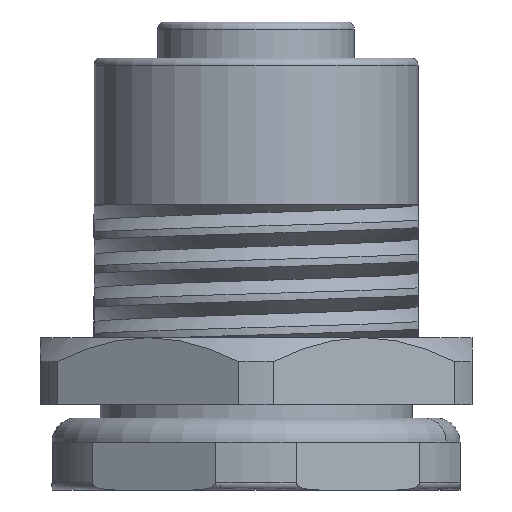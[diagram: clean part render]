
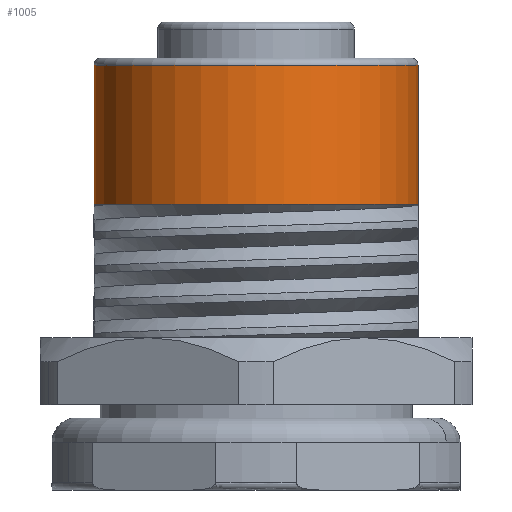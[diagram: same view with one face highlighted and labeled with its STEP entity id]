
A CAD part, front view. The second image highlights one B-rep face of the part: STEP entity #1005.
In plain terms, the highlighted cylindrical face has radius 6.75 mm (diameter 13.5 mm), a partial arc.
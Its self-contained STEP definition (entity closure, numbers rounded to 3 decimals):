
#1005=ADVANCED_FACE('',(#1533),#1309,.T.);
#1309=CYLINDRICAL_SURFACE('',#7704,6.75);
#1533=FACE_OUTER_BOUND('',#1948,.T.);
#1948=EDGE_LOOP('',(#4118,#4119,#4120,#4121));
#2368=LINE('',#11587,#2800);
#2369=LINE('',#11588,#2801);
#2800=VECTOR('',#9004,1.);
#2801=VECTOR('',#9005,1.);
#4118=ORIENTED_EDGE('',*,*,#6330,.F.);
#4119=ORIENTED_EDGE('',*,*,#6386,.T.);
#4120=ORIENTED_EDGE('',*,*,#6331,.T.);
#4121=ORIENTED_EDGE('',*,*,#6441,.T.);
#5431=VERTEX_POINT('',#11310);
#5432=VERTEX_POINT('',#11311);
#5482=VERTEX_POINT('',#11585);
#5483=VERTEX_POINT('',#11586);
#6330=EDGE_CURVE('',#5483,#5431,#2368,.T.);
#6331=EDGE_CURVE('',#5482,#5432,#2369,.T.);
#6386=EDGE_CURVE('',#5483,#5482,#7138,.T.);
#6441=EDGE_CURVE('',#5432,#5431,#7140,.T.);
#7138=CIRCLE('',#7696,6.75);
#7140=CIRCLE('',#7703,6.75);
#7696=AXIS2_PLACEMENT_3D('',#11887,#9068,#9069);
#7703=AXIS2_PLACEMENT_3D('',#12309,#9088,#9089);
#7704=AXIS2_PLACEMENT_3D('',#12310,#9090,#9091);
#9004=DIRECTION('',(0.,0.,1.));
#9005=DIRECTION('',(0.,0.,1.));
#9068=DIRECTION('',(0.,0.,1.));
#9069=DIRECTION('',(1.,0.,0.));
#9088=DIRECTION('',(0.,0.,-1.));
#9089=DIRECTION('',(1.,0.,0.));
#9090=DIRECTION('',(0.,0.,1.));
#9091=DIRECTION('',(-1.,0.,0.));
#11310=CARTESIAN_POINT('',(-6.75,0.,15.7));
#11311=CARTESIAN_POINT('',(6.75,0.,15.7));
#11585=CARTESIAN_POINT('',(6.75,0.,9.9));
#11586=CARTESIAN_POINT('',(-6.75,0.,9.9));
#11587=CARTESIAN_POINT('',(-6.75,0.,9.9));
#11588=CARTESIAN_POINT('',(6.75,0.,9.9));
#11887=CARTESIAN_POINT('',(0.,0.,9.9));
#12309=CARTESIAN_POINT('',(0.,0.,15.7));
#12310=CARTESIAN_POINT('',(0.,0.,9.9));
